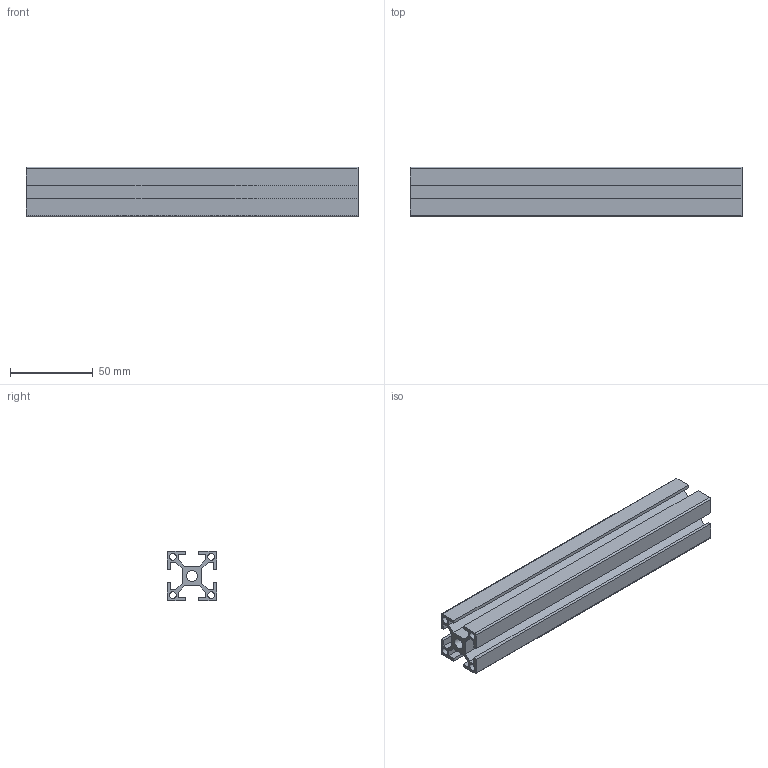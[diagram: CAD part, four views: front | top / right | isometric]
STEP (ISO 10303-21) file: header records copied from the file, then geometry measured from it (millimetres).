
FILE_DESCRIPTION(('FreeCAD Model'),'2;1');
FILE_NAME('misumi_profile_hfs_serie6_w8_30x30.step', '2016-08-24T13:39:48',('Author'),(''), 'Open CASCADE STEP processor 6.8','FreeCAD','Unknown');
FILE_SCHEMA(('AUTOMOTIVE_DESIGN_CC2 { 1 2 10303 214 -1 1 5 4 }'));
Length unit declared in the file: millimetre
Products named in the file (1): perfil_misumi_hfs30x30w8
Bounding box: 200 x 30 x 30 mm (x, y, z)
Volume: 67022.6 mm3; surface area: 63720.9 mm2
Topology: 1 solids, 1 shells, 55 faces, 159 edges, 106 vertices
Faces by surface type: plane 46, cylinder 9
Full cylindrical faces by diameter (mm): 4.2 x4, 6.8 x1
Entity records: 3953 total; most frequent: CARTESIAN_POINT 747, DIRECTION 589, LINE 441, VECTOR 441, ORIENTED_EDGE 318, PCURVE 318, DEFINITIONAL_REPRESENTATION 318, EDGE_CURVE 159
